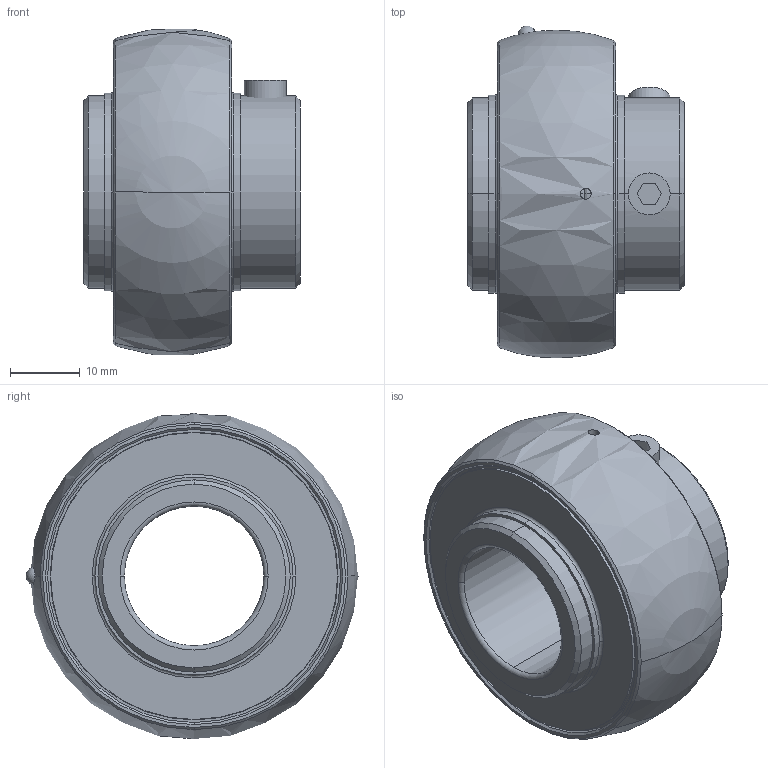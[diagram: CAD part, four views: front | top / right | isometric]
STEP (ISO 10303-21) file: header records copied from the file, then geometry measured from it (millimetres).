
FILE_DESCRIPTION(('STEP AP214'),'1');
FILE_NAME('uc204.stp','2024-04-09T11:08:20',('TraceParts'),('TraceParts S.A.'),'Spatial InterOp 3D',' ',' ');
FILE_SCHEMA(('AUTOMOTIVE_DESIGN { 1 0 10303 214 1 1 1 1 }'));
Length unit declared in the file: millimetre
Products named in the file (1): uc204_1
Bounding box: 31 x 47.6 x 46.7 mm (x, y, z)
Volume: 20078.6 mm3; surface area: 21427.3 mm2
Topology: 13 solids, 13 shells, 196 faces, 486 edges, 296 vertices
Faces by surface type: cylinder 52, cone 50, plane 47, torus 28, sphere 19
Entity records: 8049 total; most frequent: CARTESIAN_POINT 1692, DIRECTION 1127, ORIENTED_EDGE 908, AXIS2_PLACEMENT_3D 493, EDGE_CURVE 454, VERTEX_POINT 296, CIRCLE 284, EDGE_LOOP 228
